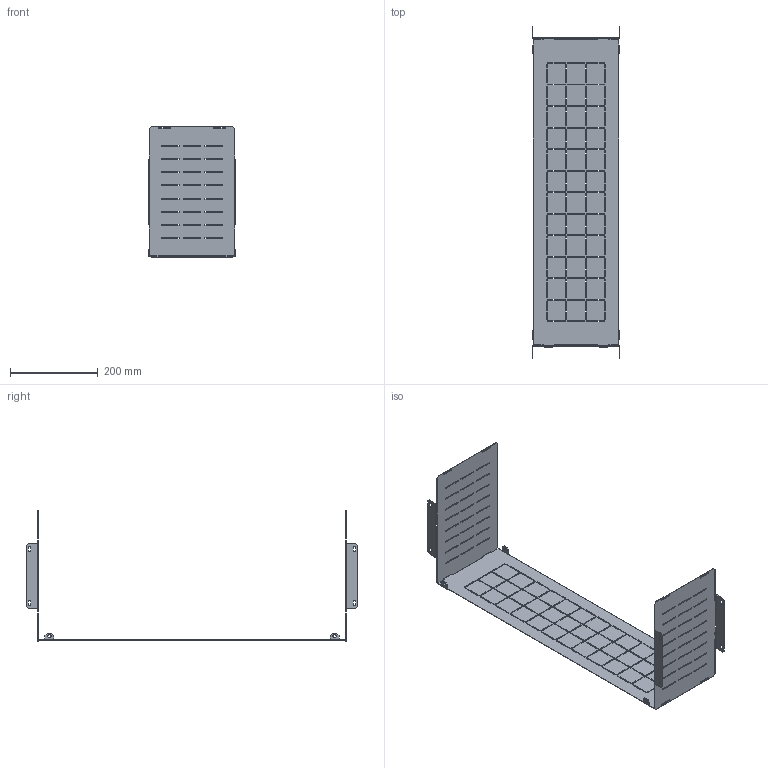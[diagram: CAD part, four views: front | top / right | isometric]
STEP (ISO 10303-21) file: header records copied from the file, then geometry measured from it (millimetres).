
FILE_DESCRIPTION (( 'STEP AP203' ), '1' );
FILE_NAME ('MA1.800.030803.01.00 Ïåðåãîðîäêè äëÿ ñáîðêè ãîðèçîíòàëüíûõ øèí Ø300 Ã800 EKF AleSta AleSta-PCHB38.STEP', '2024-06-06T07:23:51', ( '' ), ( '' ), 'SwSTEP 2.0', 'SolidWorks 2021', '' );
FILE_SCHEMA (( 'CONFIG_CONTROL_DESIGN' ));
Length unit declared in the file: millimetre
Products named in the file (3): MA1.800.060603.01.01 ãîðèçîíòàëüíàÿ ÷àñòü_ƒ =800; MA1.800.030803.01.00 Ïåðåãîðîäêè äëÿ ñáîðêè ãîðèçîíòàëüíûõ øèí Ø300 Ã800 EKF AleSta AleSta-PCHB38; MA1.800.060603.01.02 ôðîíòàëüíàÿ ÷àñòü_˜=300
Assembly tree (3 placements, depth 2):
  MA1.800.030803.01.00 Ïåðåãîðîäêè äëÿ ñáîðêè ãîðèçîíòàëüíûõ øèí Ø300 Ã800 EKF AleSta AleSta-PCHB38
    MA1.800.060603.01.01 ãîðèçîíòàëüíàÿ ÷àñòü_ƒ =800
    MA1.800.060603.01.02 ôðîíòàëüíàÿ ÷àñòü_˜=300  x2
Bounding box: 199 x 756.01 x 300 mm (x, y, z)
Volume: 257070.9 mm3; surface area: 531941.5 mm2
Topology: 3 solids, 3 shells, 846 faces, 2456 edges, 1616 vertices
Faces by surface type: plane 806, cylinder 40
Entity records: 21977 total; most frequent: CARTESIAN_POINT 3802, ORIENTED_EDGE 3792, DIRECTION 3316, EDGE_CURVE 1896, LINE 1792, VECTOR 1792, VERTEX_POINT 1248, EDGE_LOOP 922
